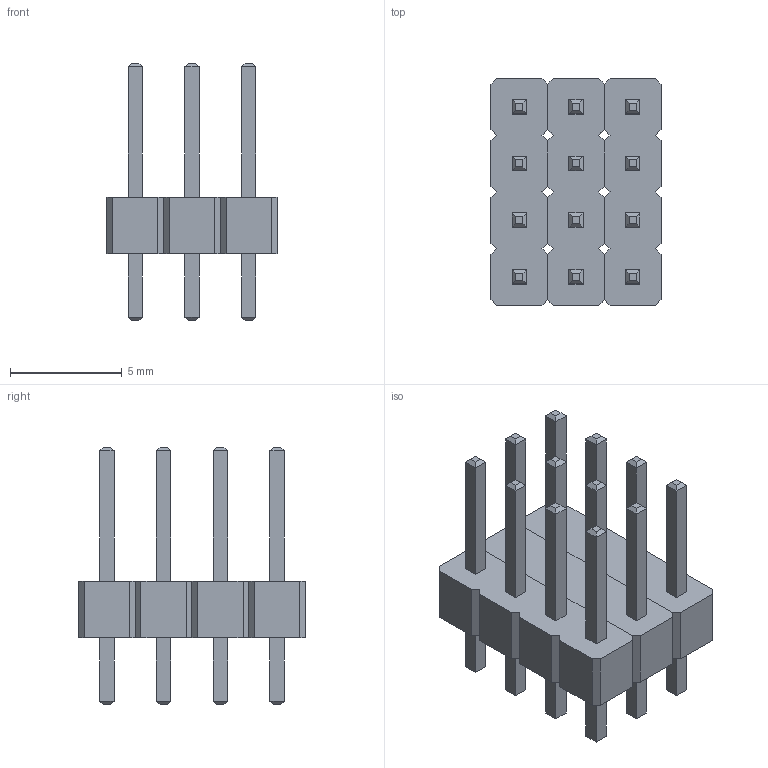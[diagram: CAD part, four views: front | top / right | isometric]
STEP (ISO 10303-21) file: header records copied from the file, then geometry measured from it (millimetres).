
FILE_DESCRIPTION(/* description */ (''),/* implementation_level */ '2;1');
FILE_NAME(/* name */ 'PinHeader_3x04.step',/* time_stamp */ '2020-03-21T16:33:03+01:00',/* author */ (''),/* organization */ (''),/* preprocessor_version */ 'ST-DEVELOPER v18',/* originating_system */ 'Autodesk Translation Framework v8.12.0.6',/* authorisation */ '');
FILE_SCHEMA (('AUTOMOTIVE_DESIGN { 1 0 10303 214 3 1 1 }'));
Length unit declared in the file: millimetre
Products named in the file (1): (Unsaved)
Bounding box: 7.62 x 10.16 x 11.54 mm (x, y, z)
Volume: 236.3 mm3; surface area: 620.1 mm2
Topology: 3 solids, 3 shells, 300 faces, 714 edges, 444 vertices
Faces by surface type: plane 300
Entity records: 8695 total; most frequent: CARTESIAN_POINT 1459, ORIENTED_EDGE 1428, DIRECTION 1316, LINE 714, VECTOR 714, EDGE_CURVE 714, VERTEX_POINT 444, EDGE_LOOP 324
